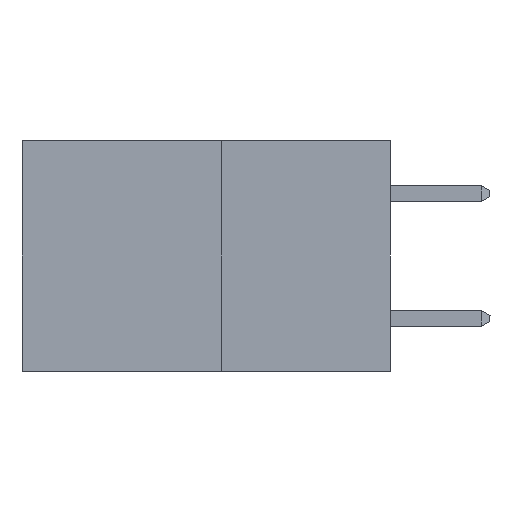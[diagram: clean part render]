
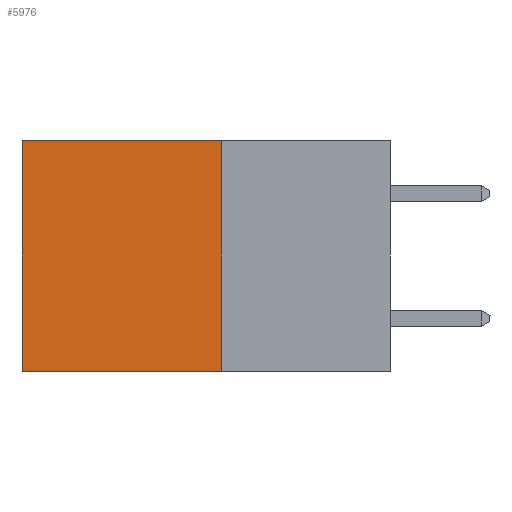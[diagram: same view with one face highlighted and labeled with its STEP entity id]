
A CAD part, left-side view. The second image highlights one B-rep face of the part: STEP entity #5976.
In plain terms, the highlighted planar face has unit normal (-1, 0, 0).
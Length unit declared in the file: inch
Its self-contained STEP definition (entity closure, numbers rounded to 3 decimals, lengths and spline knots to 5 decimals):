
#304 = LINE ( 'NONE', #8331, #2114 ) ;
#519 = ORIENTED_EDGE ( 'NONE', *, *, #2176, .F. ) ;
#1164 = EDGE_CURVE ( 'NONE', #4582, #9644, #304, .T. ) ;
#1250 = DIRECTION ( 'NONE',  ( 0., 1., 0. ) ) ;
#1947 = LINE ( 'NONE', #2613, #5786 ) ;
#2114 = VECTOR ( 'NONE', #9638, 39.37008 ) ;
#2121 = CARTESIAN_POINT ( 'NONE',  ( 0.277, 0.27, 0. ) ) ;
#2176 = EDGE_CURVE ( 'NONE', #6022, #4582, #1947, .T. ) ;
#2299 = EDGE_CURVE ( 'NONE', #8901, #9644, #9800, .T. ) ;
#2362 = DIRECTION ( 'NONE',  ( 0., 0., -1. ) ) ;
#2613 = CARTESIAN_POINT ( 'NONE',  ( 0.277, 0.27, -0.37 ) ) ;
#3034 = EDGE_LOOP ( 'NONE', ( #4382, #5770, #519, #6441 ) ) ;
#3160 = CARTESIAN_POINT ( 'NONE',  ( 0.277, 0.59, -0.37 ) ) ;
#4382 = ORIENTED_EDGE ( 'NONE', *, *, #2299, .T. ) ;
#4582 = VERTEX_POINT ( 'NONE', #7834 ) ;
#5770 = ORIENTED_EDGE ( 'NONE', *, *, #1164, .F. ) ;
#5786 = VECTOR ( 'NONE', #2362, 39.37008 ) ;
#5882 = VECTOR ( 'NONE', #1250, 39.37008 ) ;
#5976 = ADVANCED_FACE ( 'NONE', ( #6073 ), #9613, .F. ) ;
#6022 = VERTEX_POINT ( 'NONE', #9201 ) ;
#6073 = FACE_OUTER_BOUND ( 'NONE', #3034, .T. ) ;
#6121 = VECTOR ( 'NONE', #7522, 39.37008 ) ;
#6441 = ORIENTED_EDGE ( 'NONE', *, *, #8451, .T. ) ;
#6872 = CARTESIAN_POINT ( 'NONE',  ( 0.277, 0.59, 0. ) ) ;
#7522 = DIRECTION ( 'NONE',  ( 0., 0., -1. ) ) ;
#7705 = LINE ( 'NONE', #2121, #5882 ) ;
#7834 = CARTESIAN_POINT ( 'NONE',  ( 0.277, 0.27, -0.37 ) ) ;
#8331 = CARTESIAN_POINT ( 'NONE',  ( 0.277, 0.27, -0.37 ) ) ;
#8451 = EDGE_CURVE ( 'NONE', #6022, #8901, #7705, .T. ) ;
#8504 = DIRECTION ( 'NONE',  ( 0., 0., -1. ) ) ;
#8676 = CARTESIAN_POINT ( 'NONE',  ( 0.277, 0.59, -0.37 ) ) ;
#8836 = AXIS2_PLACEMENT_3D ( 'NONE', #9702, #9458, #8504 ) ;
#8901 = VERTEX_POINT ( 'NONE', #6872 ) ;
#9201 = CARTESIAN_POINT ( 'NONE',  ( 0.277, 0.27, 0. ) ) ;
#9458 = DIRECTION ( 'NONE',  ( 1., 0., 0. ) ) ;
#9613 = PLANE ( 'NONE',  #8836 ) ;
#9638 = DIRECTION ( 'NONE',  ( 0., 1., 0. ) ) ;
#9644 = VERTEX_POINT ( 'NONE', #8676 ) ;
#9702 = CARTESIAN_POINT ( 'NONE',  ( 0.277, 0.27, -0.37 ) ) ;
#9800 = LINE ( 'NONE', #3160, #6121 ) ;
